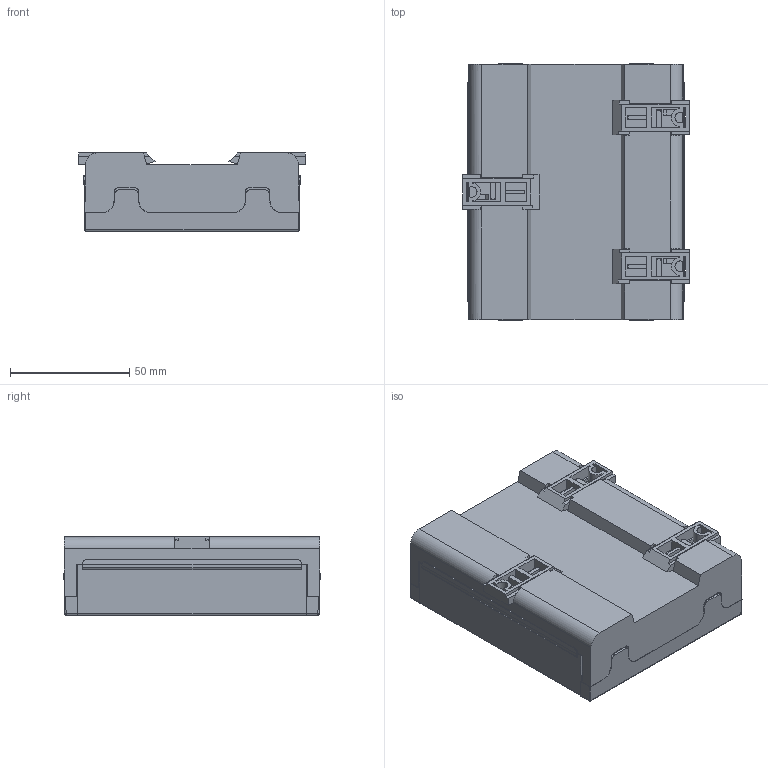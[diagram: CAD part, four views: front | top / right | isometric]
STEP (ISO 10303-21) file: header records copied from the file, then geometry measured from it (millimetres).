
FILE_DESCRIPTION (( 'STEP AP203' ), '1' );
FILE_NAME ('449-460-45.STEP', '2021-08-24T14:34:00', ( '' ), ( '' ), 'SwSTEP 2.0', 'SolidWorks 2018', '' );
FILE_SCHEMA (( 'CONFIG_CONTROL_DESIGN' ));
Length unit declared in the file: millimetre
Products named in the file (4): 044936001; 044946041_044946046; 044900300; 449-460-45
Assembly tree (5 placements, depth 2):
  449-460-45
    044936001
    044946041_044946046
    044900300  x3
Bounding box: 95 x 107.5 x 32.8 mm (x, y, z)
Volume: 47705.6 mm3; surface area: 64393.7 mm2
Topology: 5 solids, 5 shells, 602 faces, 1697 edges, 1116 vertices
Faces by surface type: plane 504, cylinder 90, cone 4, sphere 4
Entity records: 16923 total; most frequent: CARTESIAN_POINT 3063, ORIENTED_EDGE 2902, DIRECTION 2599, EDGE_CURVE 1451, LINE 1263, VECTOR 1263, VERTEX_POINT 956, AXIS2_PLACEMENT_3D 668
